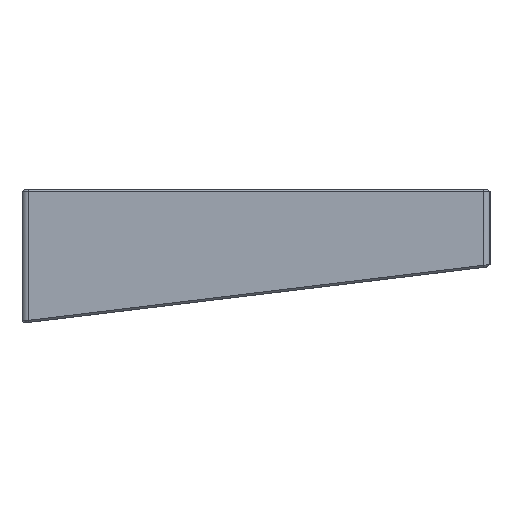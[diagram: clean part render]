
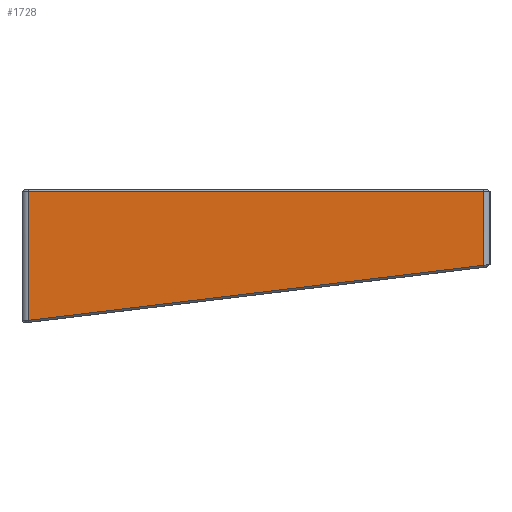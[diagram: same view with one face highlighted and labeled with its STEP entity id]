
A CAD part, left-side view. The second image highlights one B-rep face of the part: STEP entity #1728.
In plain terms, the highlighted planar face has unit normal (-1, 0, 0).
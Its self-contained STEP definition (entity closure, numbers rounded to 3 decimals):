
#29=B_SPLINE_CURVE_WITH_KNOTS('',3,(#2812,#2813,#2814,#2815),
 .UNSPECIFIED.,.F.,.F.,(4,4),(1.531,1.571),
 .UNSPECIFIED.);
#102=PLANE('',#1852);
#172=FACE_OUTER_BOUND('',#282,.T.);
#282=EDGE_LOOP('',(#1362,#1363,#1364,#1365,#1366));
#472=LINE('',#2771,#632);
#474=LINE('',#2826,#634);
#489=LINE('',#2874,#649);
#497=LINE('',#2902,#657);
#632=VECTOR('',#2070,10.);
#634=VECTOR('',#2078,10.);
#649=VECTOR('',#2127,10.);
#657=VECTOR('',#2159,10.);
#772=VERTEX_POINT('',#2579);
#790=VERTEX_POINT('',#2764);
#793=VERTEX_POINT('',#2769);
#795=VERTEX_POINT('',#2825);
#810=VERTEX_POINT('',#2870);
#974=EDGE_CURVE('',#793,#790,#472,.T.);
#977=EDGE_CURVE('',#772,#793,#29,.T.);
#981=EDGE_CURVE('',#790,#795,#474,.T.);
#1005=EDGE_CURVE('',#795,#810,#489,.T.);
#1019=EDGE_CURVE('',#810,#772,#497,.T.);
#1362=ORIENTED_EDGE('',*,*,#977,.F.);
#1363=ORIENTED_EDGE('',*,*,#1019,.F.);
#1364=ORIENTED_EDGE('',*,*,#1005,.F.);
#1365=ORIENTED_EDGE('',*,*,#981,.F.);
#1366=ORIENTED_EDGE('',*,*,#974,.F.);
#1728=ADVANCED_FACE('',(#172),#102,.F.);
#1852=AXIS2_PLACEMENT_3D('',#2903,#2160,#2161);
#2070=DIRECTION('',(0.,0.993,-0.12));
#2078=DIRECTION('',(0.,0.,1.));
#2127=DIRECTION('',(0.,-1.,0.));
#2159=DIRECTION('',(0.,0.,-1.));
#2160=DIRECTION('center_axis',(1.,0.,0.));
#2161=DIRECTION('ref_axis',(0.,0.,-1.));
#2579=CARTESIAN_POINT('',(-146.85,-53.6,12.197));
#2764=CARTESIAN_POINT('',(-146.85,53.6,-0.776));
#2769=CARTESIAN_POINT('',(-146.85,-53.54,12.19));
#2771=CARTESIAN_POINT('',(-146.85,21.796,3.073));
#2812=CARTESIAN_POINT('Ctrl Pts',(-146.85,-53.6,12.197));
#2813=CARTESIAN_POINT('Ctrl Pts',(-146.85,-53.58,12.194));
#2814=CARTESIAN_POINT('Ctrl Pts',(-146.85,-53.56,12.192));
#2815=CARTESIAN_POINT('Ctrl Pts',(-146.85,-53.54,12.19));
#2825=CARTESIAN_POINT('',(-146.85,53.6,29.647));
#2826=CARTESIAN_POINT('',(-146.85,53.6,7.536));
#2870=CARTESIAN_POINT('',(-146.85,-53.6,29.647));
#2874=CARTESIAN_POINT('',(-146.85,-25.8,29.647));
#2902=CARTESIAN_POINT('',(-146.85,-53.6,10.431));
#2903=CARTESIAN_POINT('Origin',(-146.85,0.,-0.002));
